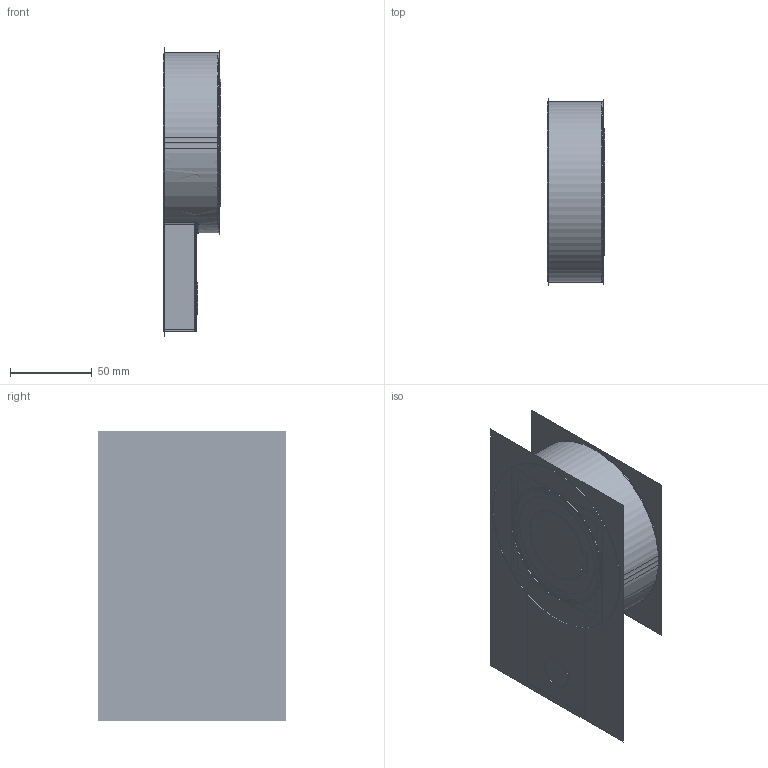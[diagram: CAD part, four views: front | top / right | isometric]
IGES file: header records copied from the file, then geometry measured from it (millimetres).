
Start section:  PTC IGES file: ra473z.igs
Global section: file name: ra473z.igs; native system: Creo Parametric by Parametric Technology Corporation; preprocessor: 2013150; author: sales 4; organization: Unknown; date: 20140326.143742; units: millimetre
Bounding box: 35.36 x 114.4 x 176.85 mm (x, y, z)
Volume: 310268.8 mm3; surface area: 1197016.4 mm2
Topology: 79 solids, 79 shells, 7420 faces, 39016 edges, 49106 vertices
Faces by surface type: bspline 4014, revolution 3406
